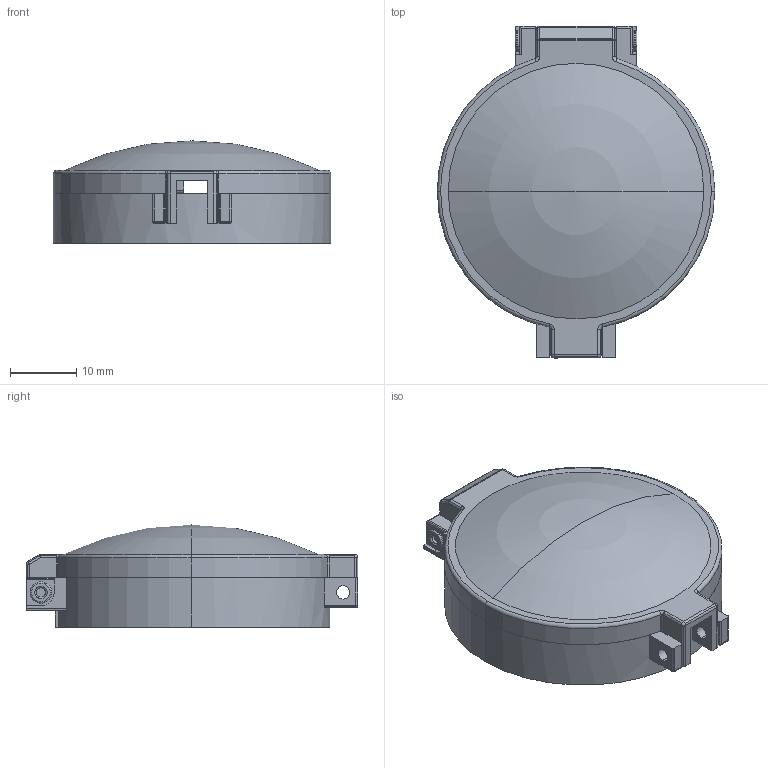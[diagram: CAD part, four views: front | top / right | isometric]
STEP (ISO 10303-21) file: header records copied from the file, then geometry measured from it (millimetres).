
FILE_DESCRIPTION((''),'2;1');
FILE_NAME('KDKRT.stp','2012-07-03T10:34:53',(''),(''),'AutoCAD STEP 2000i','AutoCAD 2000i',', , ');
FILE_SCHEMA(('CONFIG_CONTROL_DESIGN'));
Length unit declared in the file: millimetre
Products named in the file (5): KDKRT; TEIL1; TEIL2; TEIL3; TEIL4
Assembly tree (4 placements, depth 2):
  KDKRT
    TEIL1
    TEIL2
    TEIL3
    TEIL4
Bounding box: 42 x 50.25 x 15.48 mm (x, y, z)
Volume: 5777 mm3; surface area: 7853.5 mm2
Topology: 4 solids, 4 shells, 247 faces, 662 edges, 416 vertices
Faces by surface type: cylinder 135, plane 69, torus 24, sphere 14, bspline 5
Entity records: 11222 total; most frequent: CARTESIAN_POINT 4688, DIRECTION 1469, ORIENTED_EDGE 1296, EDGE_CURVE 648, AXIS2_PLACEMENT_3D 587, VERTEX_POINT 414, CIRCLE 332, VECTOR 295
